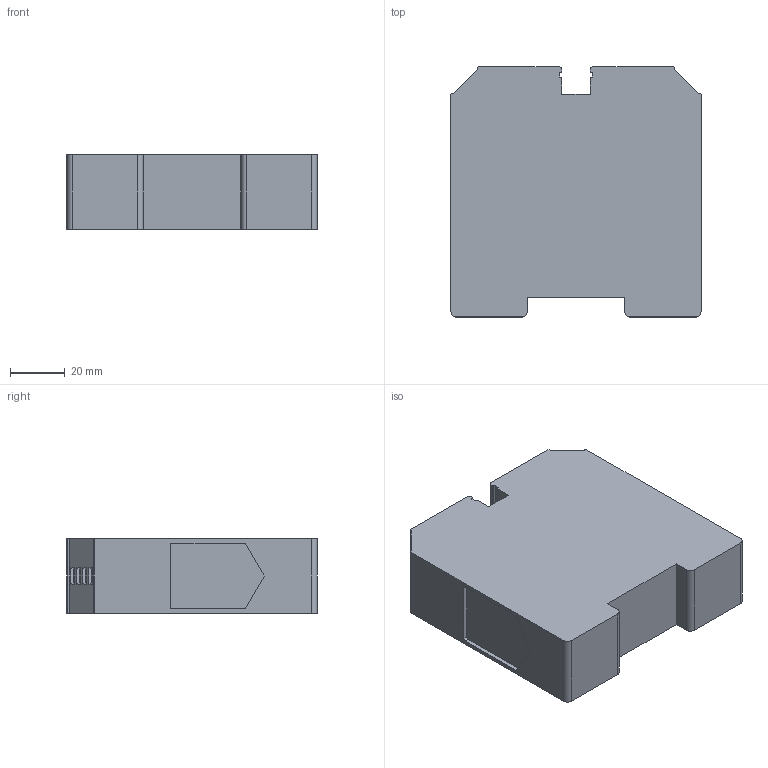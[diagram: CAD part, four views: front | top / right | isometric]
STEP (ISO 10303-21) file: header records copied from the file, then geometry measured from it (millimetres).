
FILE_DESCRIPTION((''),'2;1');
FILE_NAME('SRK1200_ISO_STEP','2014-09-04T',('Martin Stollburges'),(''),'PRO/ENGINEER BY PARAMETRIC TECHNOLOGY CORPORATION, 2013130','PRO/ENGINEER BY PARAMETRIC TECHNOLOGY CORPORATION, 2013130','');
FILE_SCHEMA(('CONFIG_CONTROL_DESIGN'));
Length unit declared in the file: millimetre
Products named in the file (1): SRK1200_ISO_STEP
Bounding box: 91 x 91 x 27 mm (x, y, z)
Volume: 208329.7 mm3; surface area: 26486.9 mm2
Topology: 1 solids, 1 shells, 116 faces, 306 edges, 204 vertices
Faces by surface type: plane 86, cylinder 30
Entity records: 3622 total; most frequent: CARTESIAN_POINT 646, ORIENTED_EDGE 612, DIRECTION 594, EDGE_CURVE 306, VECTOR 246, LINE 246, VERTEX_POINT 204, AXIS2_PLACEMENT_3D 174
